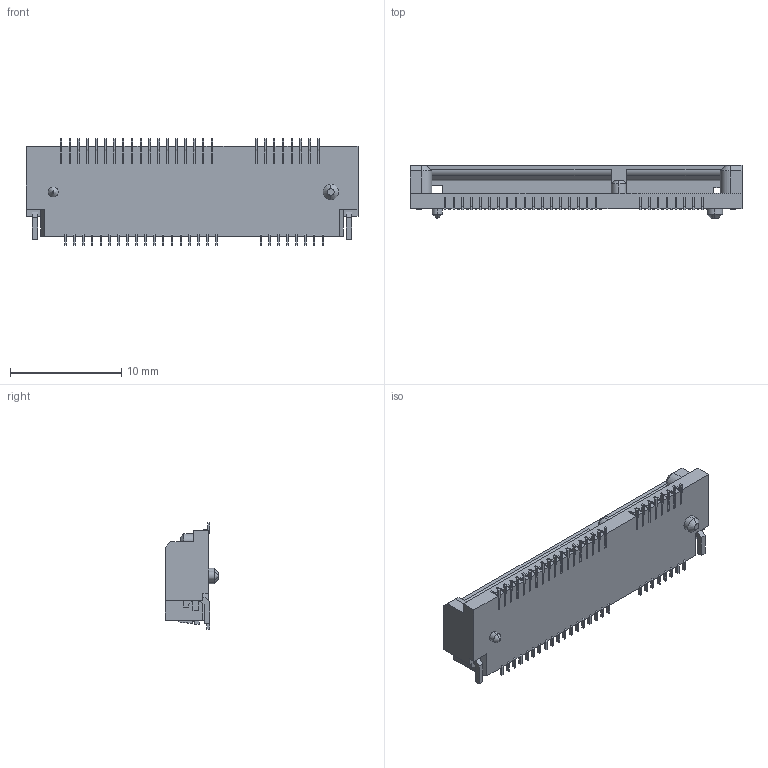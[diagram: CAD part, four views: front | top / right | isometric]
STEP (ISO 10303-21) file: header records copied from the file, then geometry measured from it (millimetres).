
FILE_DESCRIPTION (( 'STEP AP203' ), '1' );
FILE_NAME ('K3D-MM60-52B1-G1-V1_JAE_Proprietary.step', '2012-03-21T02:29:25', ( '' ), ( '' ), 'SwSTEP 2.0', 'SolidWorks 2008', '' );
FILE_SCHEMA (( 'CONFIG_CONTROL_DESIGN' ));
Length unit declared in the file: millimetre
Products named in the file (1): K3D-MM60-52B1-G1-V1_JAE_Proprietary
Bounding box: 29.9 x 4.8 x 9.6 mm (x, y, z)
Volume: 710.9 mm3; surface area: 1004.1 mm2
Topology: 1 solids, 1 shells, 1173 faces, 3346 edges, 2225 vertices
Faces by surface type: plane 859, cylinder 306, cone 8
Entity records: 38073 total; most frequent: CARTESIAN_POINT 6745, ORIENTED_EDGE 6692, DIRECTION 6314, EDGE_CURVE 3346, VECTOR 2726, LINE 2726, VERTEX_POINT 2225, AXIS2_PLACEMENT_3D 1794
